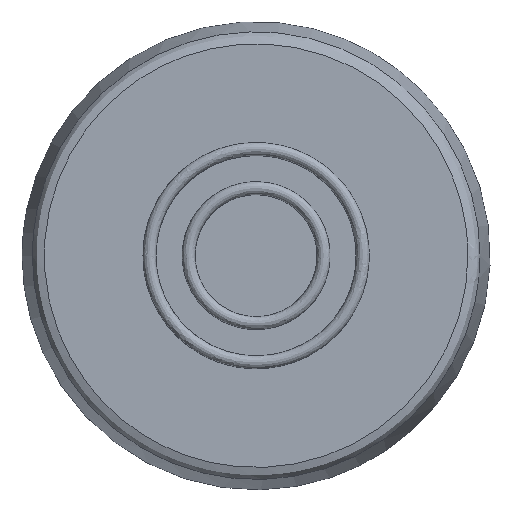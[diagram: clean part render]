
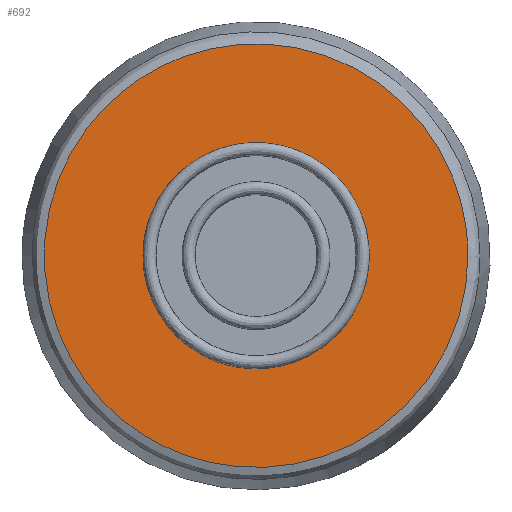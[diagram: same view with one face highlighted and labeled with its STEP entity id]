
A CAD part, top view. The second image highlights one B-rep face of the part: STEP entity #692.
In plain terms, the highlighted free-form (B-spline) face has degree [1, 1] with [2, 2] control points.
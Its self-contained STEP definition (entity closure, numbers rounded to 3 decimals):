
#339 = VERTEX_POINT('',#340);
#340 = CARTESIAN_POINT('',(-6.289,0.,
    4.289));
#345 = EDGE_CURVE('',#339,#339,#346,.T.);
#346 = ( BOUNDED_CURVE() B_SPLINE_CURVE(2,(#347,#348,#349,#350,#351,#352
,#353),.UNSPECIFIED.,.T.,.F.) B_SPLINE_CURVE_WITH_KNOTS((3,2,2,3),(
    3.142,5.236,7.33,9.425),
.PIECEWISE_BEZIER_KNOTS.) CURVE() GEOMETRIC_REPRESENTATION_ITEM() 
RATIONAL_B_SPLINE_CURVE((1.,0.5,1.,0.5,1.,0.5,1.)) REPRESENTATION_ITEM(
  '') );
#347 = CARTESIAN_POINT('',(-6.289,0.,
    4.289));
#348 = CARTESIAN_POINT('',(-6.289,10.893,
    4.289));
#349 = CARTESIAN_POINT('',(3.145,5.447,4.289)
  );
#350 = CARTESIAN_POINT('',(12.579,0.,
    4.289));
#351 = CARTESIAN_POINT('',(3.145,-5.447,4.289
    ));
#352 = CARTESIAN_POINT('',(-6.289,-10.893,
    4.289));
#353 = CARTESIAN_POINT('',(-6.289,0.,
    4.289));
#692 = ADVANCED_FACE('',(#693,#707),#710,.T.);
#693 = FACE_BOUND('',#694,.T.);
#694 = EDGE_LOOP('',(#695));
#695 = ORIENTED_EDGE('',*,*,#696,.F.);
#696 = EDGE_CURVE('',#697,#697,#699,.T.);
#697 = VERTEX_POINT('',#698);
#698 = CARTESIAN_POINT('',(11.776,0.,
    4.289));
#699 = ( BOUNDED_CURVE() B_SPLINE_CURVE(2,(#700,#701,#702,#703,#704,#705
,#706),.UNSPECIFIED.,.T.,.F.) B_SPLINE_CURVE_WITH_KNOTS((1,2,2,2,2,1),(
    -2.094,0.,2.094,4.189,6.283,
8.378),.UNSPECIFIED.) CURVE() GEOMETRIC_REPRESENTATION_ITEM() 
RATIONAL_B_SPLINE_CURVE((1.,0.5,1.,0.5,1.,0.5,1.)) REPRESENTATION_ITEM(
  '') );
#700 = CARTESIAN_POINT('',(11.776,0.,4.289));
#701 = CARTESIAN_POINT('',(11.776,-20.396,
    4.289));
#702 = CARTESIAN_POINT('',(-5.888,-10.198,
    4.289));
#703 = CARTESIAN_POINT('',(-23.552,0.,
    4.289));
#704 = CARTESIAN_POINT('',(-5.888,10.198,
    4.289));
#705 = CARTESIAN_POINT('',(11.776,20.396,
    4.289));
#706 = CARTESIAN_POINT('',(11.776,0.,4.289));
#707 = FACE_BOUND('',#708,.T.);
#708 = EDGE_LOOP('',(#709));
#709 = ORIENTED_EDGE('',*,*,#345,.T.);
#710 = B_SPLINE_SURFACE_WITH_KNOTS('',1,1,(
    (#711,#712)
    ,(#713,#714
    )),.UNSPECIFIED.,.F.,.F.,.F.,(2,2),(2,2),(-8.594,
    8.594),(-8.594,8.594),
  .PIECEWISE_BEZIER_KNOTS.);
#711 = CARTESIAN_POINT('',(-11.776,-11.776,
    4.289));
#712 = CARTESIAN_POINT('',(-11.776,11.776,
    4.289));
#713 = CARTESIAN_POINT('',(11.776,-11.776,
    4.289));
#714 = CARTESIAN_POINT('',(11.776,11.776,
    4.289));
